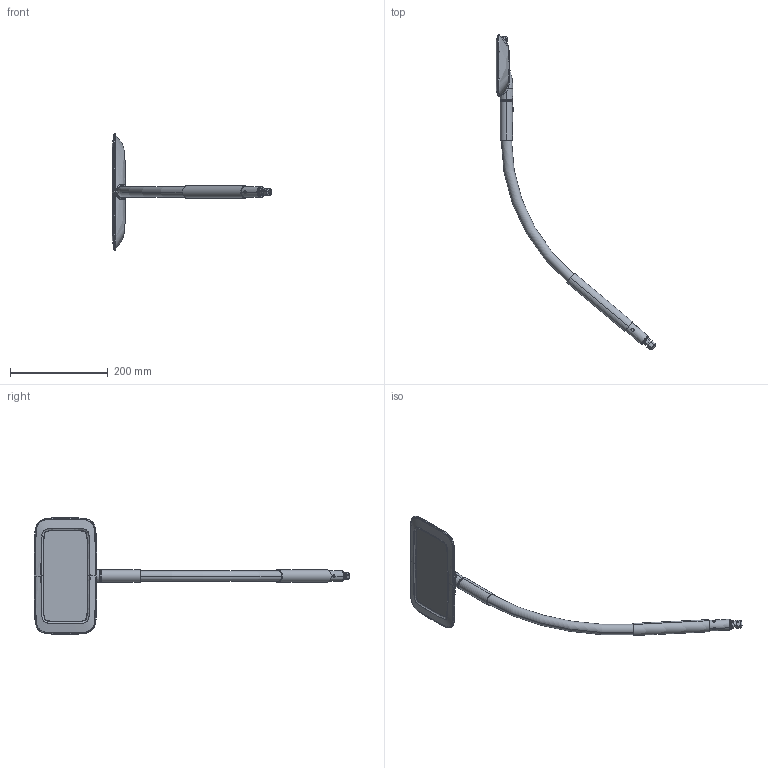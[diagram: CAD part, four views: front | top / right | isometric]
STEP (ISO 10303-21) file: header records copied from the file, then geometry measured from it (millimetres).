
FILE_DESCRIPTION (( 'STEP AP203' ), '1' );
FILE_NAME ('Satellitenhandschalter Flex.STEP', '2013-08-06T13:08:54', ( 'admin' ), ( 'Hewlett-Packard Company' ), 'SwSTEP 2.0', 'SolidWorks 2012', '' );
FILE_SCHEMA (( 'CONFIG_CONTROL_DESIGN' ));
Length unit declared in the file: millimetre
Products named in the file (1): Satellitenhandschalter Flex
Bounding box: 325.36 x 644.79 x 237.77 mm (x, y, z)
Volume: 789528.4 mm3; surface area: 112695.8 mm2
Topology: 1 solids, 2 shells, 253 faces, 606 edges, 372 vertices
Faces by surface type: bspline 120, cylinder 62, plane 43, cone 18, torus 10
Entity records: 28179 total; most frequent: CARTESIAN_POINT 22995, ORIENTED_EDGE 1204, DIRECTION 892, EDGE_CURVE 602, AXIS2_PLACEMENT_3D 389, VERTEX_POINT 372, EDGE_LOOP 274, CIRCLE 255
